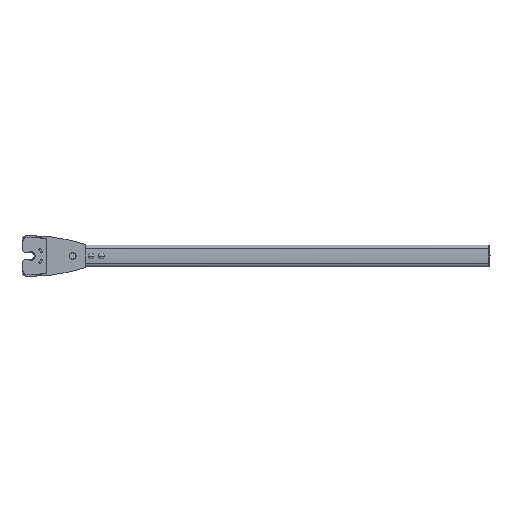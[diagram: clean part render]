
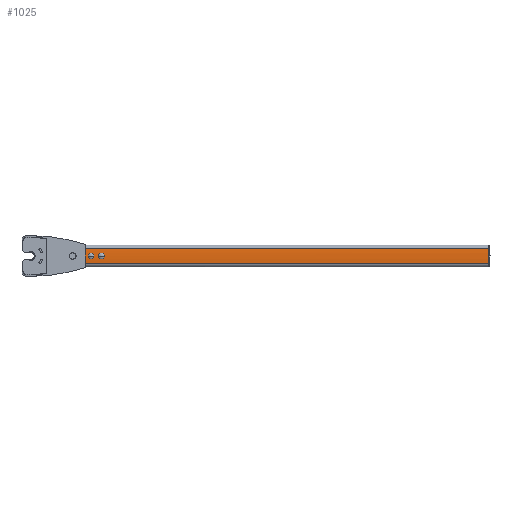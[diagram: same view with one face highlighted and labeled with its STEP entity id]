
A CAD part, front view. The second image highlights one B-rep face of the part: STEP entity #1025.
In plain terms, the highlighted cylindrical face has radius 152 mm (diameter 304 mm), a partial arc.
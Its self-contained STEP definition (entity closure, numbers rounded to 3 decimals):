
#47 = VERTEX_POINT ( 'NONE', #1300 ) ;
#73 = EDGE_CURVE ( 'NONE', #4583, #92, #1384, .T. ) ;
#83 = EDGE_CURVE ( 'NONE', #92, #47, #1367, .T. ) ;
#92 = VERTEX_POINT ( 'NONE', #1414 ) ;
#294 = VERTEX_POINT ( 'NONE', #1728 ) ;
#304 = EDGE_CURVE ( 'NONE', #4558, #294, #1777, .T. ) ;
#1025 = ADVANCED_FACE ( 'NONE', ( #3103 ), #3102, .T. ) ;
#1026 = EDGE_LOOP ( 'NONE', ( #1027, #1028, #1029, #1031, #1032 ) ) ;
#1027 = ORIENTED_EDGE ( 'NONE', *, *, #73, .T. ) ;
#1028 = ORIENTED_EDGE ( 'NONE', *, *, #83, .T. ) ;
#1029 = ORIENTED_EDGE ( 'NONE', *, *, #1030, .F. ) ;
#1030 = EDGE_CURVE ( 'NONE', #294, #47, #3164, .T. ) ;
#1031 = ORIENTED_EDGE ( 'NONE', *, *, #304, .F. ) ;
#1032 = ORIENTED_EDGE ( 'NONE', *, *, #4586, .T. ) ;
#1300 = CARTESIAN_POINT ( 'NONE',  ( 95., -14.389, -13.617 ) ) ;
#1363 = DIRECTION ( 'NONE',  ( 0., 0., -1. ) ) ;
#1364 = DIRECTION ( 'NONE',  ( 1., 0., 0. ) ) ;
#1365 = CARTESIAN_POINT ( 'NONE',  ( 95., 137., 0. ) ) ;
#1366 = AXIS2_PLACEMENT_3D ( 'NONE', #1365, #1364, #1363 ) ;
#1367 = CIRCLE ( 'NONE', #1366, 152. ) ;
#1380 = DIRECTION ( 'NONE',  ( 0., 0., -1. ) ) ;
#1381 = DIRECTION ( 'NONE',  ( 1., 0., 0. ) ) ;
#1382 = CARTESIAN_POINT ( 'NONE',  ( 95., 137., 0. ) ) ;
#1383 = AXIS2_PLACEMENT_3D ( 'NONE', #1382, #1381, #1380 ) ;
#1384 = CIRCLE ( 'NONE', #1383, 152. ) ;
#1414 = CARTESIAN_POINT ( 'NONE',  ( 95., -15., 0. ) ) ;
#1728 = CARTESIAN_POINT ( 'NONE',  ( 795., -14.389, -13.617 ) ) ;
#1773 = DIRECTION ( 'NONE',  ( 0., 0., -1. ) ) ;
#1774 = DIRECTION ( 'NONE',  ( 1., 0., 0. ) ) ;
#1775 = CARTESIAN_POINT ( 'NONE',  ( 795., 137., 0. ) ) ;
#1776 = AXIS2_PLACEMENT_3D ( 'NONE', #1775, #1774, #1773 ) ;
#1777 = CIRCLE ( 'NONE', #1776, 152. ) ;
#3101 = CARTESIAN_POINT ( 'NONE',  ( 795., 137., 0. ) ) ;
#3102 = CYLINDRICAL_SURFACE ( 'NONE', #3167, 152. ) ;
#3103 = FACE_OUTER_BOUND ( 'NONE', #1026, .T. ) ;
#3161 = DIRECTION ( 'NONE',  ( -1., 0., 0. ) ) ;
#3162 = VECTOR ( 'NONE', #3161, 1000. ) ;
#3163 = CARTESIAN_POINT ( 'NONE',  ( 795., -14.389, -13.617 ) ) ;
#3164 = LINE ( 'NONE', #3163, #3162 ) ;
#3165 = DIRECTION ( 'NONE',  ( 0., 0., 1. ) ) ;
#3166 = DIRECTION ( 'NONE',  ( -1., 0., 0. ) ) ;
#3167 = AXIS2_PLACEMENT_3D ( 'NONE', #3101, #3166, #3165 ) ;
#3696 = CARTESIAN_POINT ( 'NONE',  ( 795., -14.389, 13.617 ) ) ;
#3765 = DIRECTION ( 'NONE',  ( -1., 0., 0. ) ) ;
#3766 = VECTOR ( 'NONE', #3765, 1000. ) ;
#3767 = CARTESIAN_POINT ( 'NONE',  ( 795., -14.389, 13.617 ) ) ;
#3768 = LINE ( 'NONE', #3767, #3766 ) ;
#3774 = CARTESIAN_POINT ( 'NONE',  ( 95., -14.389, 13.617 ) ) ;
#4558 = VERTEX_POINT ( 'NONE', #3696 ) ;
#4583 = VERTEX_POINT ( 'NONE', #3774 ) ;
#4586 = EDGE_CURVE ( 'NONE', #4558, #4583, #3768, .T. ) ;
